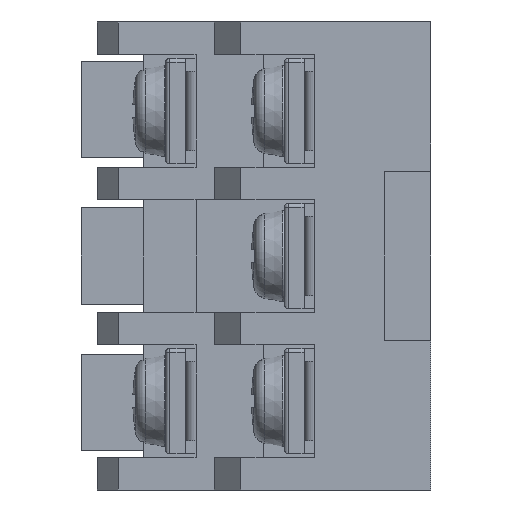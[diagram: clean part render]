
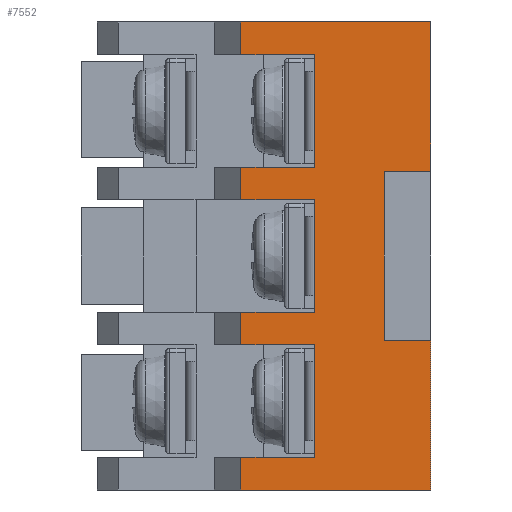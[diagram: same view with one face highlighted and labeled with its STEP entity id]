
A CAD part, left-side view. The second image highlights one B-rep face of the part: STEP entity #7552.
In plain terms, the highlighted planar face has unit normal (-1, 0, 0).
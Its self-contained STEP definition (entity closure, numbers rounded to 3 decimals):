
#227=FACE_BOUND('',#868,.T.);
#420=FACE_OUTER_BOUND('',#867,.T.);
#867=EDGE_LOOP('',(#5658,#5659,#5660,#5661,#5662,#5663,#5664,#5665,#5666,
#5667,#5668,#5669,#5670,#5671,#5672,#5673));
#868=EDGE_LOOP('',(#5674,#5675,#5676,#5677));
#1186=LINE('',#10315,#2170);
#1256=LINE('',#10456,#2240);
#1260=LINE('',#10464,#2244);
#1263=LINE('',#10470,#2247);
#1266=LINE('',#10475,#2250);
#1554=LINE('',#11140,#2538);
#1556=LINE('',#11146,#2540);
#1561=LINE('',#11154,#2545);
#1567=LINE('',#11168,#2551);
#1574=LINE('',#11183,#2558);
#1590=LINE('',#11217,#2574);
#1591=LINE('',#11218,#2575);
#1592=LINE('',#11220,#2576);
#1593=LINE('',#11221,#2577);
#1594=LINE('',#11223,#2578);
#1595=LINE('',#11225,#2579);
#1596=LINE('',#11227,#2580);
#1597=LINE('',#11228,#2581);
#1598=LINE('',#11230,#2582);
#1599=LINE('',#11231,#2583);
#2170=VECTOR('',#8343,14.4);
#2240=VECTOR('',#8451,3.5);
#2244=VECTOR('',#8457,12.8);
#2247=VECTOR('',#8462,3.5);
#2250=VECTOR('',#8467,12.8);
#2538=VECTOR('',#9051,5.6);
#2540=VECTOR('',#9055,5.6);
#2545=VECTOR('',#9062,8.5);
#2551=VECTOR('',#9072,8.5);
#2558=VECTOR('',#9083,8.5);
#2574=VECTOR('',#9109,2.5);
#2575=VECTOR('',#9110,5.6);
#2576=VECTOR('',#9111,5.6);
#2577=VECTOR('',#9112,2.5);
#2578=VECTOR('',#9113,35.5);
#2579=VECTOR('',#9114,14.4);
#2580=VECTOR('',#9115,2.5);
#2581=VECTOR('',#9116,5.6);
#2582=VECTOR('',#9117,5.6);
#2583=VECTOR('',#9118,2.5);
#3151=VERTEX_POINT('',#10312);
#3152=VERTEX_POINT('',#10314);
#3203=VERTEX_POINT('',#10454);
#3204=VERTEX_POINT('',#10455);
#3207=VERTEX_POINT('',#10463);
#3209=VERTEX_POINT('',#10469);
#3436=VERTEX_POINT('',#11132);
#3439=VERTEX_POINT('',#11138);
#3440=VERTEX_POINT('',#11142);
#3442=VERTEX_POINT('',#11145);
#3449=VERTEX_POINT('',#11165);
#3450=VERTEX_POINT('',#11167);
#3455=VERTEX_POINT('',#11180);
#3456=VERTEX_POINT('',#11182);
#3469=VERTEX_POINT('',#11216);
#3470=VERTEX_POINT('',#11219);
#3471=VERTEX_POINT('',#11222);
#3472=VERTEX_POINT('',#11224);
#3473=VERTEX_POINT('',#11226);
#3474=VERTEX_POINT('',#11229);
#3865=EDGE_CURVE('',#3151,#3152,#1186,.T.);
#3935=EDGE_CURVE('',#3203,#3204,#1256,.T.);
#3939=EDGE_CURVE('',#3204,#3207,#1260,.T.);
#3942=EDGE_CURVE('',#3207,#3209,#1263,.T.);
#3945=EDGE_CURVE('',#3209,#3203,#1266,.T.);
#4257=EDGE_CURVE('',#3436,#3439,#1554,.T.);
#4259=EDGE_CURVE('',#3442,#3440,#1556,.T.);
#4264=EDGE_CURVE('',#3439,#3442,#1561,.T.);
#4270=EDGE_CURVE('',#3450,#3449,#1567,.T.);
#4277=EDGE_CURVE('',#3456,#3455,#1574,.T.);
#4293=EDGE_CURVE('',#3469,#3440,#1590,.T.);
#4294=EDGE_CURVE('',#3469,#3450,#1591,.T.);
#4295=EDGE_CURVE('',#3449,#3470,#1592,.T.);
#4296=EDGE_CURVE('',#3152,#3470,#1593,.T.);
#4297=EDGE_CURVE('',#3151,#3471,#1594,.T.);
#4298=EDGE_CURVE('',#3472,#3471,#1595,.T.);
#4299=EDGE_CURVE('',#3473,#3472,#1596,.T.);
#4300=EDGE_CURVE('',#3473,#3456,#1597,.T.);
#4301=EDGE_CURVE('',#3455,#3474,#1598,.T.);
#4302=EDGE_CURVE('',#3436,#3474,#1599,.T.);
#5658=ORIENTED_EDGE('',*,*,#4257,.T.);
#5659=ORIENTED_EDGE('',*,*,#4264,.T.);
#5660=ORIENTED_EDGE('',*,*,#4259,.T.);
#5661=ORIENTED_EDGE('',*,*,#4293,.F.);
#5662=ORIENTED_EDGE('',*,*,#4294,.T.);
#5663=ORIENTED_EDGE('',*,*,#4270,.T.);
#5664=ORIENTED_EDGE('',*,*,#4295,.T.);
#5665=ORIENTED_EDGE('',*,*,#4296,.F.);
#5666=ORIENTED_EDGE('',*,*,#3865,.F.);
#5667=ORIENTED_EDGE('',*,*,#4297,.T.);
#5668=ORIENTED_EDGE('',*,*,#4298,.F.);
#5669=ORIENTED_EDGE('',*,*,#4299,.F.);
#5670=ORIENTED_EDGE('',*,*,#4300,.T.);
#5671=ORIENTED_EDGE('',*,*,#4277,.T.);
#5672=ORIENTED_EDGE('',*,*,#4301,.T.);
#5673=ORIENTED_EDGE('',*,*,#4302,.F.);
#5674=ORIENTED_EDGE('',*,*,#3935,.T.);
#5675=ORIENTED_EDGE('',*,*,#3939,.T.);
#5676=ORIENTED_EDGE('',*,*,#3942,.T.);
#5677=ORIENTED_EDGE('',*,*,#3945,.T.);
#7160=PLANE('',#7994);
#7552=ADVANCED_FACE('',(#420,#227),#7160,.T.);
#7994=AXIS2_PLACEMENT_3D('',#11215,#9107,#9108);
#8343=DIRECTION('',(0.,1.,0.));
#8451=DIRECTION('',(0.,-1.,0.));
#8457=DIRECTION('',(0.,0.,-1.));
#8462=DIRECTION('',(0.,1.,0.));
#8467=DIRECTION('',(0.,0.,1.));
#9051=DIRECTION('',(0.,-1.,0.));
#9055=DIRECTION('',(0.,1.,0.));
#9062=DIRECTION('',(0.,0.,-1.));
#9072=DIRECTION('',(0.,0.,-1.));
#9083=DIRECTION('',(0.,0.,-1.));
#9107=DIRECTION('center_axis',(-1.,0.,0.));
#9108=DIRECTION('ref_axis',(0.,-1.,0.));
#9109=DIRECTION('',(0.,0.,1.));
#9110=DIRECTION('',(0.,-1.,0.));
#9111=DIRECTION('',(0.,1.,0.));
#9112=DIRECTION('',(0.,0.,1.));
#9113=DIRECTION('',(0.,0.,1.));
#9114=DIRECTION('',(0.,-1.,0.));
#9115=DIRECTION('',(0.,0.,1.));
#9116=DIRECTION('',(0.,-1.,0.));
#9117=DIRECTION('',(0.,1.,0.));
#9118=DIRECTION('',(0.,0.,1.));
#10312=CARTESIAN_POINT('',(0.,0.,-17.75));
#10314=CARTESIAN_POINT('',(0.,14.4,-17.75));
#10315=CARTESIAN_POINT('',(0.,14.4,-17.75));
#10454=CARTESIAN_POINT('',(0.,3.51,6.4));
#10455=CARTESIAN_POINT('',(0.,0.01,6.4));
#10456=CARTESIAN_POINT('',(0.,7.205,6.4));
#10463=CARTESIAN_POINT('',(0.,0.01,-6.4));
#10464=CARTESIAN_POINT('',(0.,0.01,-3.2));
#10469=CARTESIAN_POINT('',(0.,3.51,-6.4));
#10470=CARTESIAN_POINT('',(0.,8.955,-6.4));
#10475=CARTESIAN_POINT('',(0.,3.51,3.2));
#11132=CARTESIAN_POINT('',(0.,14.4,4.25));
#11138=CARTESIAN_POINT('',(0.,8.8,4.25));
#11140=CARTESIAN_POINT('',(0.,15.4,4.25));
#11142=CARTESIAN_POINT('',(0.,14.4,-4.25));
#11145=CARTESIAN_POINT('',(0.,8.8,-4.25));
#11146=CARTESIAN_POINT('',(0.,15.4,-4.25));
#11154=CARTESIAN_POINT('',(0.,8.8,0.));
#11165=CARTESIAN_POINT('',(0.,8.8,-15.25));
#11167=CARTESIAN_POINT('',(0.,8.8,-6.75));
#11168=CARTESIAN_POINT('',(0.,8.8,-5.5));
#11180=CARTESIAN_POINT('',(0.,8.8,6.75));
#11182=CARTESIAN_POINT('',(0.,8.8,15.25));
#11183=CARTESIAN_POINT('',(0.,8.8,5.5));
#11215=CARTESIAN_POINT('Origin',(0.,14.4,0.));
#11216=CARTESIAN_POINT('',(0.,14.4,-6.75));
#11217=CARTESIAN_POINT('',(0.,14.4,0.));
#11218=CARTESIAN_POINT('',(0.,15.4,-6.75));
#11219=CARTESIAN_POINT('',(0.,14.4,-15.25));
#11220=CARTESIAN_POINT('',(0.,15.4,-15.25));
#11221=CARTESIAN_POINT('',(0.,14.4,0.));
#11222=CARTESIAN_POINT('',(0.,0.,17.75));
#11223=CARTESIAN_POINT('',(0.,0.,0.));
#11224=CARTESIAN_POINT('',(0.,14.4,17.75));
#11225=CARTESIAN_POINT('',(0.,14.4,17.75));
#11226=CARTESIAN_POINT('',(0.,14.4,15.25));
#11227=CARTESIAN_POINT('',(0.,14.4,0.));
#11228=CARTESIAN_POINT('',(0.,15.4,15.25));
#11229=CARTESIAN_POINT('',(0.,14.4,6.75));
#11230=CARTESIAN_POINT('',(0.,15.4,6.75));
#11231=CARTESIAN_POINT('',(0.,14.4,0.));
